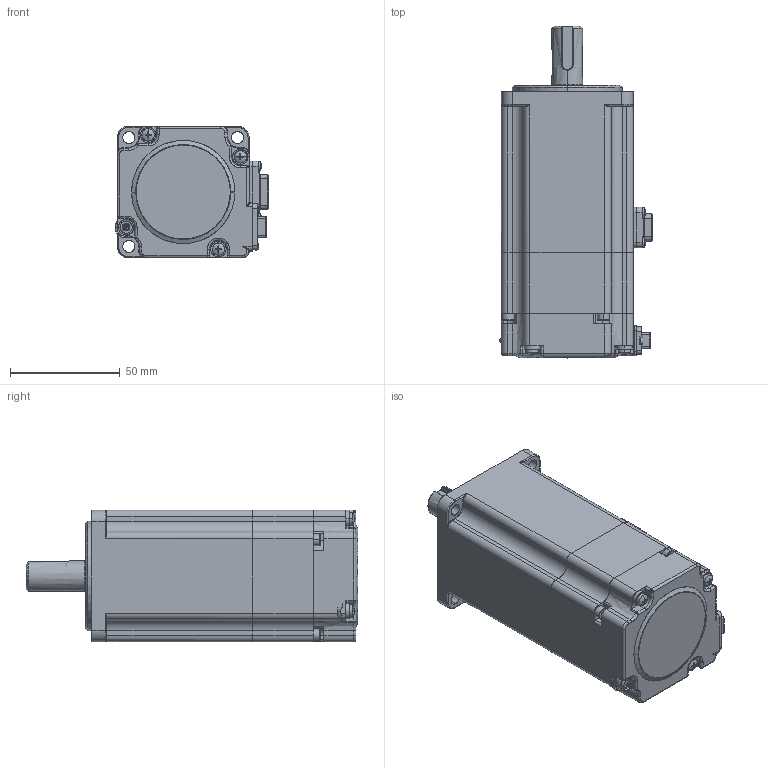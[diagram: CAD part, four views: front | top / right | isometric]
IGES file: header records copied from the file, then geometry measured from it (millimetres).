
Start section: SolidWorks IGES file using analytic representation for surfaces
Global section: file name: MS6S-60TH30BZ3-20P4.IGS; native system: SolidWorks 2022; preprocessor: SolidWorks 2022; author: zhaoxiaojian; date: 240115.151346; units: millimetre
Bounding box: 69.62 x 151.15 x 60 mm (x, y, z)
Surface area: 41566.7 mm2 (no closed solid volume)
Topology: 0 solids, 0 shells, 745 faces, 8031 edges, 8013 vertices
Faces by surface type: bspline 451, revolution 294
